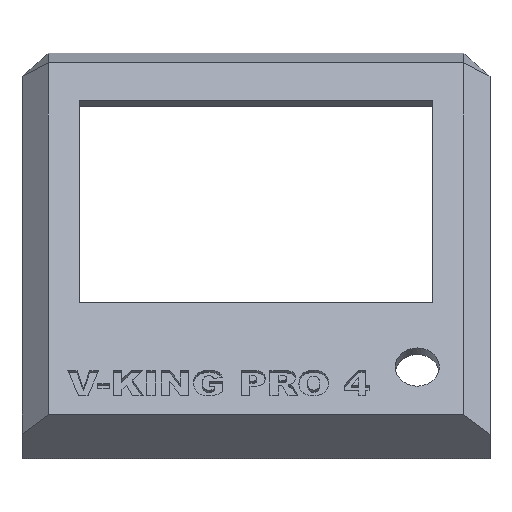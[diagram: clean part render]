
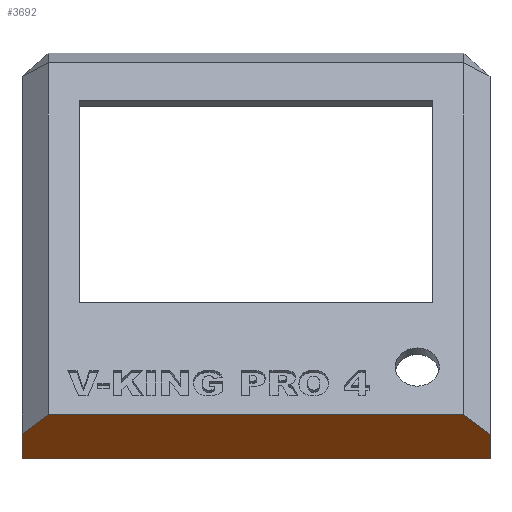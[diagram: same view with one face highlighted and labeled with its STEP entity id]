
A CAD part, left-side view. The second image highlights one B-rep face of the part: STEP entity #3692.
In plain terms, the highlighted planar face has unit normal (-0.707, 0, -0.707).
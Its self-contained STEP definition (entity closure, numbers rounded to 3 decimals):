
#412=FACE_OUTER_BOUND('',#624,.T.);
#624=EDGE_LOOP('',(#3361,#3362,#3363,#3364,#3365,#3366));
#655=LINE('',#4581,#1059);
#960=LINE('',#6487,#1364);
#1013=LINE('',#6595,#1417);
#1024=LINE('',#6617,#1428);
#1026=LINE('',#6622,#1430);
#1028=LINE('',#6625,#1432);
#1059=VECTOR('',#3886,10.);
#1364=VECTOR('',#4379,10.);
#1417=VECTOR('',#4476,10.);
#1428=VECTOR('',#4503,10.);
#1430=VECTOR('',#4509,10.);
#1432=VECTOR('',#4513,10.);
#1457=VERTEX_POINT('',#4578);
#1458=VERTEX_POINT('',#4580);
#1743=VERTEX_POINT('',#6483);
#1745=VERTEX_POINT('',#6486);
#1778=VERTEX_POINT('',#6593);
#1782=VERTEX_POINT('',#6621);
#1813=EDGE_CURVE('',#1457,#1458,#655,.T.);
#2242=EDGE_CURVE('',#1745,#1743,#960,.T.);
#2295=EDGE_CURVE('',#1778,#1457,#1013,.T.);
#2306=EDGE_CURVE('',#1745,#1778,#1024,.T.);
#2308=EDGE_CURVE('',#1782,#1743,#1026,.T.);
#2310=EDGE_CURVE('',#1458,#1782,#1028,.T.);
#3361=ORIENTED_EDGE('',*,*,#2308,.F.);
#3362=ORIENTED_EDGE('',*,*,#2310,.F.);
#3363=ORIENTED_EDGE('',*,*,#1813,.F.);
#3364=ORIENTED_EDGE('',*,*,#2295,.F.);
#3365=ORIENTED_EDGE('',*,*,#2306,.F.);
#3366=ORIENTED_EDGE('',*,*,#2242,.T.);
#3498=PLANE('',#3841);
#3692=ADVANCED_FACE('',(#412),#3498,.T.);
#3841=AXIS2_PLACEMENT_3D('',#6627,#4516,#4517);
#3886=DIRECTION('',(0.,1.,0.));
#4379=DIRECTION('',(0.,1.,0.));
#4476=DIRECTION('',(0.707,0.,-0.707));
#4503=DIRECTION('',(0.509,-0.695,-0.509));
#4509=DIRECTION('',(-0.509,-0.695,0.509));
#4513=DIRECTION('',(-0.707,0.,0.707));
#4516=DIRECTION('center_axis',(-0.707,0.,-0.707));
#4517=DIRECTION('ref_axis',(-0.707,0.,0.707));
#4578=CARTESIAN_POINT('',(-3.,-53.,22.));
#4580=CARTESIAN_POINT('',(-3.,53.,22.));
#4581=CARTESIAN_POINT('',(-3.,0.,22.));
#6483=CARTESIAN_POINT('',(-13.,47.,32.));
#6486=CARTESIAN_POINT('',(-13.,-47.,32.));
#6487=CARTESIAN_POINT('',(-13.,0.,32.));
#6593=CARTESIAN_POINT('',(-8.608,-53.,27.608));
#6595=CARTESIAN_POINT('',(-3.,-53.,22.));
#6617=CARTESIAN_POINT('',(-18.694,-39.222,37.694));
#6621=CARTESIAN_POINT('',(-8.608,53.,27.608));
#6622=CARTESIAN_POINT('',(-18.694,39.222,37.694));
#6625=CARTESIAN_POINT('',(-3.,53.,22.));
#6627=CARTESIAN_POINT('Origin',(-3.,0.,22.));
